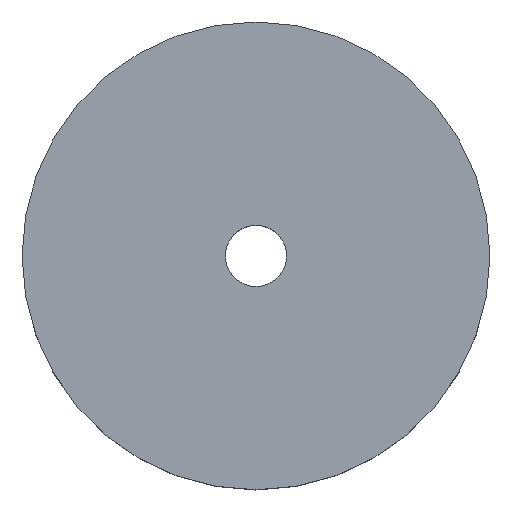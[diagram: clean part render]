
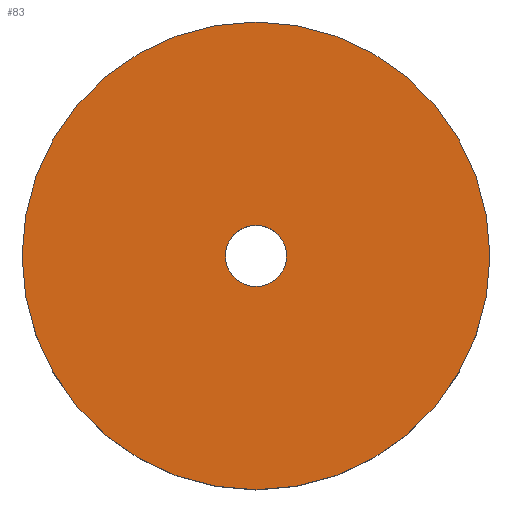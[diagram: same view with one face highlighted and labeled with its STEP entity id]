
A CAD part, top view. The second image highlights one B-rep face of the part: STEP entity #83.
In plain terms, the highlighted planar face has unit normal (0, 0, 1).
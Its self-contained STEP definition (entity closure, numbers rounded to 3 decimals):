
#15=FACE_BOUND('',#26,.T.);
#17=PLANE('',#109);
#21=FACE_OUTER_BOUND('',#25,.T.);
#25=EDGE_LOOP('',(#71,#72));
#26=EDGE_LOOP('',(#73,#74));
#33=CIRCLE('',#100,0.5);
#36=CIRCLE('',#103,0.5);
#38=CIRCLE('',#106,3.825);
#39=CIRCLE('',#107,3.825);
#41=VERTEX_POINT('',#141);
#42=VERTEX_POINT('',#142);
#47=VERTEX_POINT('',#154);
#48=VERTEX_POINT('',#156);
#49=EDGE_CURVE('',#41,#42,#33,.T.);
#53=EDGE_CURVE('',#42,#41,#36,.T.);
#56=EDGE_CURVE('',#48,#47,#38,.T.);
#57=EDGE_CURVE('',#47,#48,#39,.T.);
#71=ORIENTED_EDGE('',*,*,#56,.T.);
#72=ORIENTED_EDGE('',*,*,#57,.T.);
#73=ORIENTED_EDGE('',*,*,#49,.F.);
#74=ORIENTED_EDGE('',*,*,#53,.F.);
#83=ADVANCED_FACE('',(#21,#15),#17,.T.);
#100=AXIS2_PLACEMENT_3D('',#143,#115,#116);
#103=AXIS2_PLACEMENT_3D('',#149,#122,#123);
#106=AXIS2_PLACEMENT_3D('',#157,#129,#130);
#107=AXIS2_PLACEMENT_3D('',#158,#131,#132);
#109=AXIS2_PLACEMENT_3D('',#160,#135,#136);
#115=DIRECTION('center_axis',(0.,0.,1.));
#116=DIRECTION('ref_axis',(1.,0.,0.));
#122=DIRECTION('center_axis',(0.,0.,1.));
#123=DIRECTION('ref_axis',(1.,0.,0.));
#129=DIRECTION('center_axis',(0.,0.,1.));
#130=DIRECTION('ref_axis',(1.,0.,0.));
#131=DIRECTION('center_axis',(0.,0.,1.));
#132=DIRECTION('ref_axis',(1.,0.,0.));
#135=DIRECTION('center_axis',(0.,0.,1.));
#136=DIRECTION('ref_axis',(1.,0.,0.));
#141=CARTESIAN_POINT('',(-0.5,0.,2.));
#142=CARTESIAN_POINT('',(0.5,0.,2.));
#143=CARTESIAN_POINT('Origin',(0.,0.,2.));
#149=CARTESIAN_POINT('Origin',(0.,0.,2.));
#154=CARTESIAN_POINT('',(3.825,0.,2.));
#156=CARTESIAN_POINT('',(-3.825,0.,2.));
#157=CARTESIAN_POINT('Origin',(0.,0.,2.));
#158=CARTESIAN_POINT('Origin',(0.,0.,2.));
#160=CARTESIAN_POINT('Origin',(0.,0.,2.));
